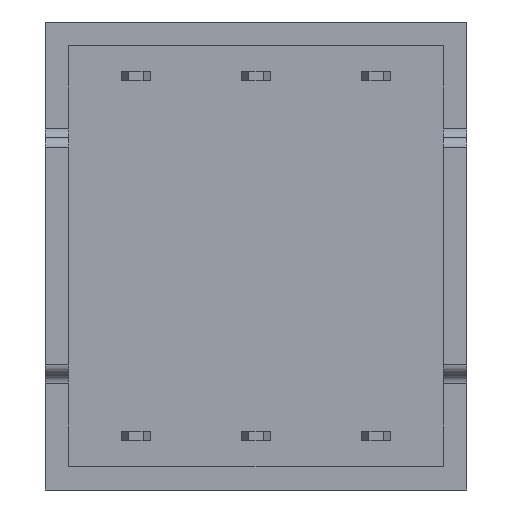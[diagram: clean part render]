
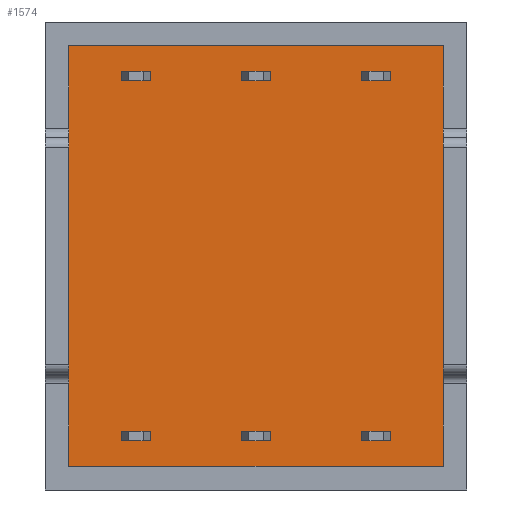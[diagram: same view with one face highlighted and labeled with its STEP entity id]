
A CAD part, front view. The second image highlights one B-rep face of the part: STEP entity #1574.
In plain terms, the highlighted planar face has unit normal (0, -1, 0).
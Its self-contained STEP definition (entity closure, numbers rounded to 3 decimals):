
#23 = DIRECTION ( 'NONE',  ( 0., 0., 1. ) ) ;
#151 = VECTOR ( 'NONE', #2469, 1000. ) ;
#313 = CARTESIAN_POINT ( 'NONE',  ( 3.96, 0.7, -4.45 ) ) ;
#413 = EDGE_CURVE ( 'NONE', #2393, #1118, #2765, .T. ) ;
#558 = VERTEX_POINT ( 'NONE', #2893 ) ;
#668 = ORIENTED_EDGE ( 'NONE', *, *, #413, .T. ) ;
#1118 = VERTEX_POINT ( 'NONE', #4011 ) ;
#1130 = ORIENTED_EDGE ( 'NONE', *, *, #1252, .T. ) ;
#1137 = VECTOR ( 'NONE', #3459, 1000. ) ;
#1252 = EDGE_CURVE ( 'NONE', #558, #2393, #4358, .T. ) ;
#1378 = FACE_OUTER_BOUND ( 'NONE', #3298, .T. ) ;
#1515 = CARTESIAN_POINT ( 'NONE',  ( -3.96, 0.7, -4.45 ) ) ;
#1574 = ADVANCED_FACE ( 'NONE', ( #1378 ), #4438, .T. ) ;
#1758 = EDGE_CURVE ( 'NONE', #4677, #558, #3387, .T. ) ;
#2055 = CARTESIAN_POINT ( 'NONE',  ( 3.96, 0.7, 4.45 ) ) ;
#2245 = CARTESIAN_POINT ( 'NONE',  ( -3.96, 0.7, -4.45 ) ) ;
#2393 = VERTEX_POINT ( 'NONE', #2245 ) ;
#2442 = LINE ( 'NONE', #313, #2510 ) ;
#2469 = DIRECTION ( 'NONE',  ( -1., 0., 0. ) ) ;
#2510 = VECTOR ( 'NONE', #23, 1000. ) ;
#2640 = ORIENTED_EDGE ( 'NONE', *, *, #1758, .T. ) ;
#2665 = DIRECTION ( 'NONE',  ( 0., 0., -1. ) ) ;
#2765 = LINE ( 'NONE', #1515, #1137 ) ;
#2893 = CARTESIAN_POINT ( 'NONE',  ( -3.96, 0.7, 4.45 ) ) ;
#2907 = CARTESIAN_POINT ( 'NONE',  ( 3.96, 0.7, 4.45 ) ) ;
#3298 = EDGE_LOOP ( 'NONE', ( #668, #4439, #2640, #1130 ) ) ;
#3358 = EDGE_CURVE ( 'NONE', #1118, #4677, #2442, .T. ) ;
#3387 = LINE ( 'NONE', #2055, #151 ) ;
#3459 = DIRECTION ( 'NONE',  ( 1., 0., 0. ) ) ;
#3530 = DIRECTION ( 'NONE',  ( 0., 0., -1. ) ) ;
#3796 = DIRECTION ( 'NONE',  ( 0., -1., 0. ) ) ;
#3829 = CARTESIAN_POINT ( 'NONE',  ( 0., 0.7, 0. ) ) ;
#4011 = CARTESIAN_POINT ( 'NONE',  ( 3.96, 0.7, -4.45 ) ) ;
#4263 = VECTOR ( 'NONE', #3530, 1000. ) ;
#4358 = LINE ( 'NONE', #4595, #4263 ) ;
#4438 = PLANE ( 'NONE',  #4783 ) ;
#4439 = ORIENTED_EDGE ( 'NONE', *, *, #3358, .T. ) ;
#4595 = CARTESIAN_POINT ( 'NONE',  ( -3.96, 0.7, 4.45 ) ) ;
#4677 = VERTEX_POINT ( 'NONE', #2907 ) ;
#4783 = AXIS2_PLACEMENT_3D ( 'NONE', #3829, #3796, #2665 ) ;
